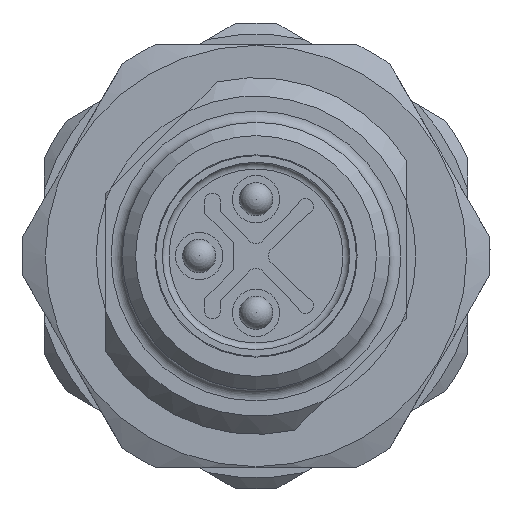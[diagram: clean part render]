
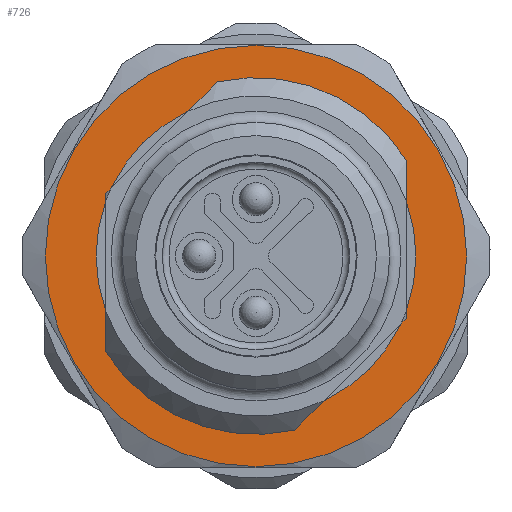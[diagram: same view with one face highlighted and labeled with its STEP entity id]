
A CAD part, left-side view. The second image highlights one B-rep face of the part: STEP entity #726.
In plain terms, the highlighted planar face has unit normal (-1, 0, 0).
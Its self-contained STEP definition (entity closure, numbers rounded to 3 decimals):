
#157=FACE_BOUND('',#1280,.T.);
#158=FACE_BOUND('',#1281,.T.);
#464=CIRCLE('',#4584,8.);
#500=CIRCLE('',#4640,8.);
#507=CIRCLE('',#4666,9.45);
#508=CIRCLE('',#4667,7.172);
#509=CIRCLE('',#4668,7.172);
#510=CIRCLE('',#4669,7.172);
#511=CIRCLE('',#4670,7.172);
#726=ADVANCED_FACE('',(#157,#158),#881,.T.);
#881=PLANE('',#4671);
#1280=EDGE_LOOP('',(#2096));
#1281=EDGE_LOOP('',(#2097,#2098,#2099,#2100,#2101,#2102,#2103,#2104,#2105,
#2106,#2107,#2108,#2109,#2110));
#2096=ORIENTED_EDGE('',*,*,#3529,.F.);
#2097=ORIENTED_EDGE('',*,*,#3530,.F.);
#2098=ORIENTED_EDGE('',*,*,#3394,.T.);
#2099=ORIENTED_EDGE('',*,*,#3402,.T.);
#2100=ORIENTED_EDGE('',*,*,#3531,.F.);
#2101=ORIENTED_EDGE('',*,*,#3407,.T.);
#2102=ORIENTED_EDGE('',*,*,#3522,.F.);
#2103=ORIENTED_EDGE('',*,*,#3428,.F.);
#2104=ORIENTED_EDGE('',*,*,#3532,.F.);
#2105=ORIENTED_EDGE('',*,*,#3433,.F.);
#2106=ORIENTED_EDGE('',*,*,#3416,.F.);
#2107=ORIENTED_EDGE('',*,*,#3533,.F.);
#2108=ORIENTED_EDGE('',*,*,#3422,.F.);
#2109=ORIENTED_EDGE('',*,*,#3438,.F.);
#2110=ORIENTED_EDGE('',*,*,#3388,.T.);
#2885=VERTEX_POINT('',#6766);
#2886=VERTEX_POINT('',#6768);
#2891=VERTEX_POINT('',#6784);
#2892=VERTEX_POINT('',#6786);
#2897=VERTEX_POINT('',#6802);
#2901=VERTEX_POINT('',#6817);
#2902=VERTEX_POINT('',#6819);
#2908=VERTEX_POINT('',#6838);
#2909=VERTEX_POINT('',#6840);
#2914=VERTEX_POINT('',#6856);
#2915=VERTEX_POINT('',#6858);
#2919=VERTEX_POINT('',#6873);
#2920=VERTEX_POINT('',#6875);
#2924=VERTEX_POINT('',#6890);
#2981=VERTEX_POINT('',#7156);
#3388=EDGE_CURVE('',#2886,#2885,#3889,.T.);
#3394=EDGE_CURVE('',#2892,#2891,#3893,.T.);
#3402=EDGE_CURVE('',#2891,#2897,#3900,.T.);
#3407=EDGE_CURVE('',#2902,#2901,#3903,.T.);
#3416=EDGE_CURVE('',#2908,#2909,#3910,.T.);
#3422=EDGE_CURVE('',#2914,#2915,#3914,.T.);
#3428=EDGE_CURVE('',#2919,#2920,#3919,.T.);
#3433=EDGE_CURVE('',#2909,#2924,#3922,.T.);
#3438=EDGE_CURVE('',#2886,#2914,#464,.T.);
#3522=EDGE_CURVE('',#2920,#2901,#500,.T.);
#3529=EDGE_CURVE('',#2981,#2981,#507,.T.);
#3530=EDGE_CURVE('',#2892,#2885,#508,.T.);
#3531=EDGE_CURVE('',#2902,#2897,#509,.T.);
#3532=EDGE_CURVE('',#2924,#2919,#510,.T.);
#3533=EDGE_CURVE('',#2915,#2908,#511,.T.);
#3889=LINE('',#6767,#4201);
#3893=LINE('',#6785,#4205);
#3900=LINE('',#6803,#4212);
#3903=LINE('',#6818,#4215);
#3910=LINE('',#6839,#4222);
#3914=LINE('',#6857,#4226);
#3919=LINE('',#6874,#4231);
#3922=LINE('',#6889,#4234);
#4201=VECTOR('',#5439,1.);
#4205=VECTOR('',#5443,1.);
#4212=VECTOR('',#5452,1.);
#4215=VECTOR('',#5455,1.);
#4222=VECTOR('',#5468,1.);
#4226=VECTOR('',#5472,1.);
#4231=VECTOR('',#5479,1.);
#4234=VECTOR('',#5482,1.);
#4584=AXIS2_PLACEMENT_3D('',#6898,#5492,#5493);
#4640=AXIS2_PLACEMENT_3D('',#7123,#5628,#5629);
#4666=AXIS2_PLACEMENT_3D('',#7155,#5680,#5681);
#4667=AXIS2_PLACEMENT_3D('',#7157,#5682,#5683);
#4668=AXIS2_PLACEMENT_3D('',#7158,#5684,#5685);
#4669=AXIS2_PLACEMENT_3D('',#7159,#5686,#5687);
#4670=AXIS2_PLACEMENT_3D('',#7160,#5688,#5689);
#4671=AXIS2_PLACEMENT_3D('',#7161,#5690,#5691);
#5439=DIRECTION('',(0.,0.,-1.));
#5443=DIRECTION('',(0.,0.,-1.));
#5452=DIRECTION('',(0.,0.707,-0.707));
#5455=DIRECTION('',(0.,0.707,-0.707));
#5468=DIRECTION('',(0.,0.707,-0.707));
#5472=DIRECTION('',(0.,0.707,-0.707));
#5479=DIRECTION('',(0.,0.,-1.));
#5482=DIRECTION('',(0.,0.,-1.));
#5492=DIRECTION('',(-1.,0.,0.));
#5493=DIRECTION('',(0.,-1.,0.));
#5628=DIRECTION('',(-1.,0.,0.));
#5629=DIRECTION('',(0.,-1.,0.));
#5680=DIRECTION('',(1.,0.,0.));
#5681=DIRECTION('',(0.,0.,-1.));
#5682=DIRECTION('',(-1.,0.,0.));
#5683=DIRECTION('',(0.,0.,1.));
#5684=DIRECTION('',(-1.,0.,0.));
#5685=DIRECTION('',(0.,0.,1.));
#5686=DIRECTION('',(-1.,0.,0.));
#5687=DIRECTION('',(0.,0.,1.));
#5688=DIRECTION('',(-1.,0.,0.));
#5689=DIRECTION('',(0.,0.,1.));
#5690=DIRECTION('',(-1.,0.,0.));
#5691=DIRECTION('',(0.,0.,1.));
#6766=CARTESIAN_POINT('',(12.25,-6.75,2.424));
#6767=CARTESIAN_POINT('',(12.25,-6.75,5.744));
#6768=CARTESIAN_POINT('',(12.25,-6.75,4.294));
#6784=CARTESIAN_POINT('',(12.25,-6.75,-2.796));
#6785=CARTESIAN_POINT('',(12.25,-6.75,5.744));
#6786=CARTESIAN_POINT('',(12.25,-6.75,-2.424));
#6802=CARTESIAN_POINT('',(12.25,-6.487,-3.059));
#6803=CARTESIAN_POINT('',(12.25,-6.75,-2.796));
#6817=CARTESIAN_POINT('',(12.25,-1.737,-7.809));
#6818=CARTESIAN_POINT('',(12.25,-6.75,-2.796));
#6819=CARTESIAN_POINT('',(12.25,-3.059,-6.487));
#6838=CARTESIAN_POINT('',(12.25,6.487,3.059));
#6839=CARTESIAN_POINT('',(12.25,0.711,8.835));
#6840=CARTESIAN_POINT('',(12.25,6.75,2.796));
#6856=CARTESIAN_POINT('',(12.25,1.737,7.809));
#6857=CARTESIAN_POINT('',(12.25,0.711,8.835));
#6858=CARTESIAN_POINT('',(12.25,3.059,6.487));
#6873=CARTESIAN_POINT('',(12.25,6.75,-2.424));
#6874=CARTESIAN_POINT('',(12.25,6.75,2.796));
#6875=CARTESIAN_POINT('',(12.25,6.75,-4.294));
#6889=CARTESIAN_POINT('',(12.25,6.75,2.796));
#6890=CARTESIAN_POINT('',(12.25,6.75,2.424));
#6898=CARTESIAN_POINT('',(12.25,0.,0.));
#7123=CARTESIAN_POINT('',(12.25,0.,0.));
#7155=CARTESIAN_POINT('',(12.25,0.,0.));
#7156=CARTESIAN_POINT('',(12.25,0.,-9.45));
#7157=CARTESIAN_POINT('',(12.25,0.,0.));
#7158=CARTESIAN_POINT('',(12.25,0.,0.));
#7159=CARTESIAN_POINT('',(12.25,0.,0.));
#7160=CARTESIAN_POINT('',(12.25,0.,0.));
#7161=CARTESIAN_POINT('',(12.25,0.,0.));
